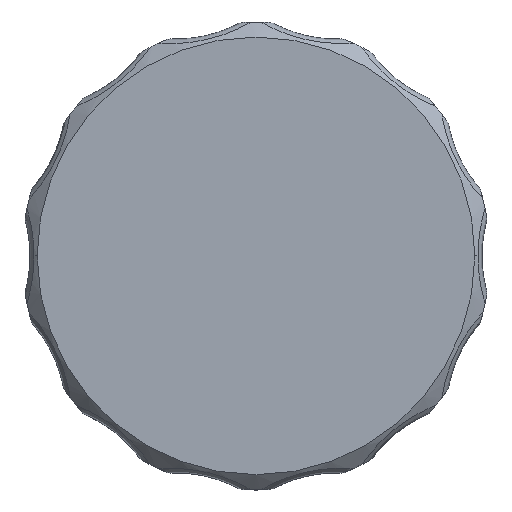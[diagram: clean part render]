
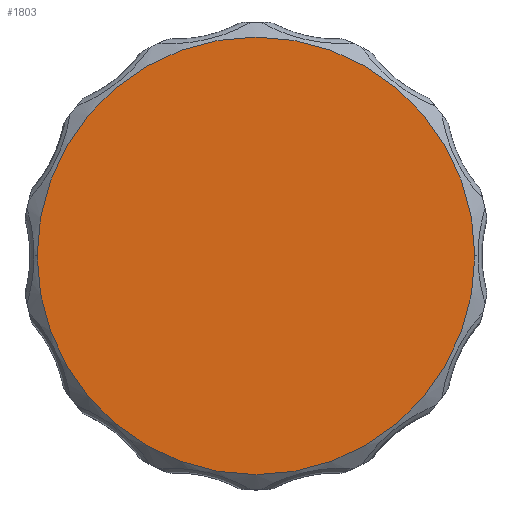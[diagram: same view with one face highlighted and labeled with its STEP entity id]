
A CAD part, top view. The second image highlights one B-rep face of the part: STEP entity #1803.
In plain terms, the highlighted planar face has unit normal (0, 0, 1).
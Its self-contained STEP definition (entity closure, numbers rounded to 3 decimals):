
#629 = CARTESIAN_POINT ( 'NONE',  ( 0., 0., 4. ) ) ;
#726 = ORIENTED_EDGE ( 'NONE', *, *, #3090, .T. ) ;
#733 = VERTEX_POINT ( 'NONE', #1708 ) ;
#1032 = CARTESIAN_POINT ( 'NONE',  ( 0., 0., 4. ) ) ;
#1485 = DIRECTION ( 'NONE',  ( 0., 0., 1. ) ) ;
#1708 = CARTESIAN_POINT ( 'NONE',  ( 14.5, 0., 4. ) ) ;
#1751 = ORIENTED_EDGE ( 'NONE', *, *, #4220, .T. ) ;
#1803 = ADVANCED_FACE ( 'NONE', ( #2764 ), #2282, .T. ) ;
#2062 = DIRECTION ( 'NONE',  ( 0., 0., 1. ) ) ;
#2282 = PLANE ( 'NONE',  #5239 ) ;
#2292 = DIRECTION ( 'NONE',  ( 0., 0., 1. ) ) ;
#2348 = EDGE_LOOP ( 'NONE', ( #1751, #726 ) ) ;
#2370 = AXIS2_PLACEMENT_3D ( 'NONE', #629, #2292, #3949 ) ;
#2764 = FACE_OUTER_BOUND ( 'NONE', #2348, .T. ) ;
#3090 = EDGE_CURVE ( 'NONE', #733, #3642, #5247, .T. ) ;
#3479 = CIRCLE ( 'NONE', #4178, 14.5 ) ;
#3642 = VERTEX_POINT ( 'NONE', #3747 ) ;
#3677 = DIRECTION ( 'NONE',  ( 1., 0., 0. ) ) ;
#3747 = CARTESIAN_POINT ( 'NONE',  ( -14.5, 0., 4. ) ) ;
#3940 = DIRECTION ( 'NONE',  ( 1., 0., 0. ) ) ;
#3949 = DIRECTION ( 'NONE',  ( 1., 0., 0. ) ) ;
#4083 = CARTESIAN_POINT ( 'NONE',  ( 0., 0., 4. ) ) ;
#4178 = AXIS2_PLACEMENT_3D ( 'NONE', #4083, #2062, #3677 ) ;
#4220 = EDGE_CURVE ( 'NONE', #3642, #733, #3479, .T. ) ;
#5239 = AXIS2_PLACEMENT_3D ( 'NONE', #1032, #1485, #3940 ) ;
#5247 = CIRCLE ( 'NONE', #2370, 14.5 ) ;
